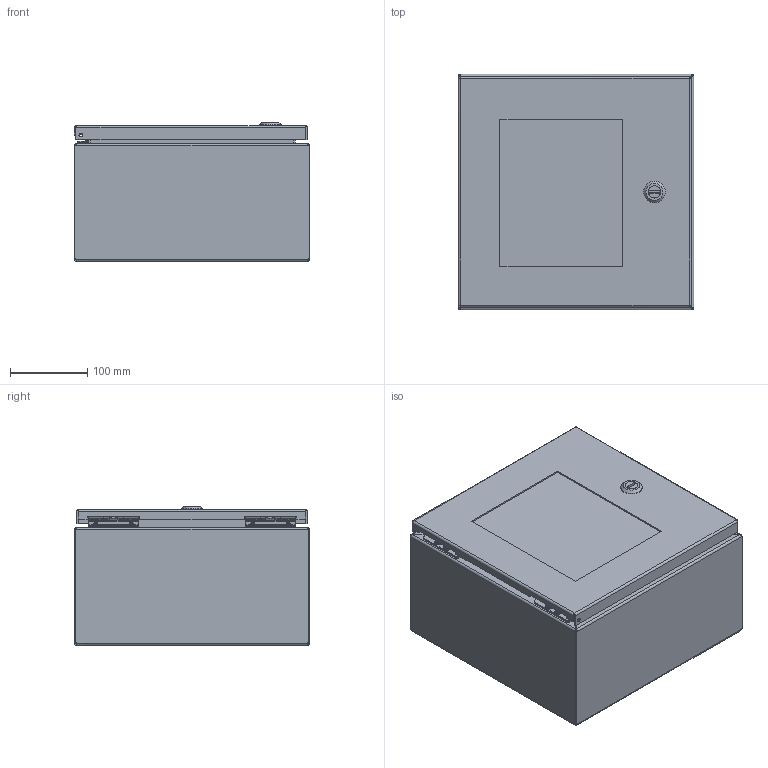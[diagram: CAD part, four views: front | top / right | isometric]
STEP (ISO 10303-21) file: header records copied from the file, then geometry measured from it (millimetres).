
FILE_DESCRIPTION((''),'2;1');
FILE_NAME('N412121206WC.iam.stp','2011-08-30T14:28:35',(''),(''),'Autodesk Inventor 2011','Autodesk Inventor 2011','');
FILE_SCHEMA(('AUTOMOTIVE_DESIGN { 1 0 10303 214 1 1 1 1 }'));
Length unit declared in the file: inch
Products named in the file (27): N412121206WC; N412121206WCBKP; N4121212WCLID; HFW328176; 17376 PIN; 17380 SCREW; 17723 BOX LEAF; 17723-UTI BRACKET; 17910 SEALING WASHER; HFW3161; 388150; 36817; 36818; 35373; HFW388206; 38821; 35124; 1000-u155_asm; 1000-14_prt; 1000-24_prt; 1000-u142_asm; 1000-318; 1000-03; 1000-277-01; HFW328175; 349117; 38846
Assembly tree (49 placements, depth 4):
  N412121206WC
    N412121206WCBKP
    N4121212WCLID
    HFW328176  x2
      17376 PIN
      17380 SCREW
      17723 BOX LEAF
      17723-UTI BRACKET
      17910 SEALING WASHER
    HFW3161  x2
    388150  x4
    36817  x2
    36818  x2
    35373
    HFW388206  x7
    38821
    35124
      1000-u155_asm
      1000-14_prt
      1000-24_prt
      1000-u142_asm
        1000-318
        1000-03
        1000-277-01
    HFW328175  x2
    349117  x8
    38846
Bounding box: 304.8 x 304.8 x 179.7 mm (x, y, z)
Volume: 1063785.2 mm3; surface area: 967952.4 mm2
Topology: 52 solids, 54 shells, 1765 faces, 4138 edges, 2493 vertices
Faces by surface type: plane 666, cylinder 586, cone 304, bspline 152, torus 53, sphere 4
Full cylindrical faces by diameter (mm): 2.362 x4, 3.175 x2, 3.317 x68, 3.861 x4, 3.962 x10, 4.166 x68, 4.25 x4, 4.366 x4, 4.572 x4, 4.775 x6, 4.826 x8, 5 x1, 5.5 x1, 6.35 x10, 6.502 x4, 6.985 x4, 7.144 x8, 7.62 x4, 8.128 x4, 8.56 x8, 9.144 x4, 9.9 x1, 10 x1, 10.2 x1, 11.113 x4, 12.8 x1, 13.5 x1, 14.3 x4, 15.2 x1, 15.8 x1
Entity records: 35771 total; most frequent: CARTESIAN_POINT 12833, DIRECTION 4525, ORIENTED_EDGE 4287, EDGE_CURVE 2144, AXIS2_PLACEMENT_3D 1673, VERTEX_POINT 1376, EDGE_LOOP 1237, VECTOR 1179
